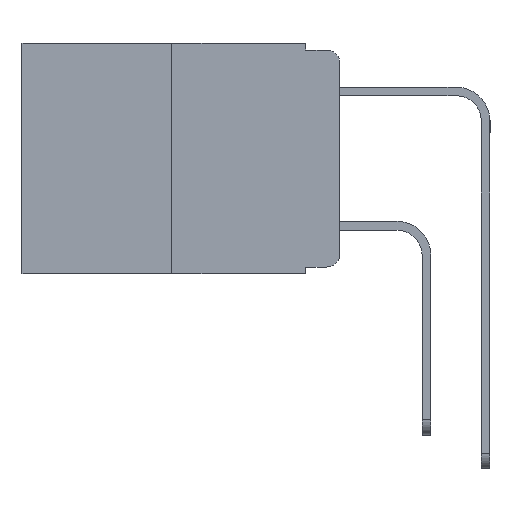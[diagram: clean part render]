
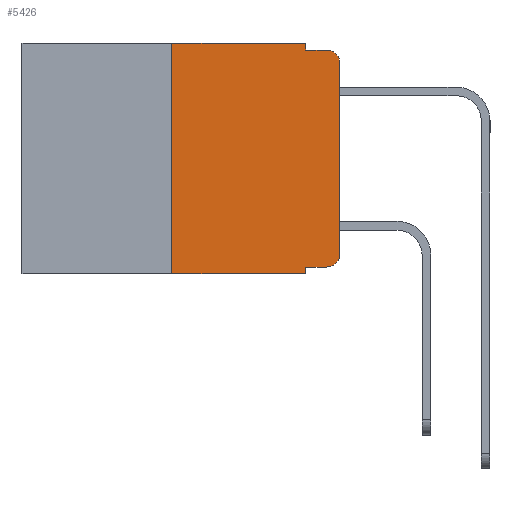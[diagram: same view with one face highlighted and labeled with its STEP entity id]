
A CAD part, left-side view. The second image highlights one B-rep face of the part: STEP entity #5426.
In plain terms, the highlighted planar face has unit normal (-1, 0, 0).
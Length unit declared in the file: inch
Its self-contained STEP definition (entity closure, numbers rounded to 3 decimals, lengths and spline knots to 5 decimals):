
#28 = DIRECTION ( 'NONE',  ( 1., 0., 0. ) ) ;
#90 = VERTEX_POINT ( 'NONE', #697 ) ;
#103 = ORIENTED_EDGE ( 'NONE', *, *, #7106, .T. ) ;
#112 = EDGE_CURVE ( 'NONE', #10422, #6017, #1384, .T. ) ;
#237 = CARTESIAN_POINT ( 'NONE',  ( 0., 0.473, 0. ) ) ;
#599 = CARTESIAN_POINT ( 'NONE',  ( 0., 0.25, 0. ) ) ;
#697 = CARTESIAN_POINT ( 'NONE',  ( 0., 0.051, -0.343 ) ) ;
#820 = CARTESIAN_POINT ( 'NONE',  ( 0., 0., 0. ) ) ;
#1114 = EDGE_CURVE ( 'NONE', #1443, #10422, #6950, .T. ) ;
#1300 = DIRECTION ( 'NONE',  ( 0., -1., 0. ) ) ;
#1384 = LINE ( 'NONE', #3130, #11290 ) ;
#1443 = VERTEX_POINT ( 'NONE', #599 ) ;
#1448 = CARTESIAN_POINT ( 'NONE',  ( 0., 0.051, 0. ) ) ;
#1460 = AXIS2_PLACEMENT_3D ( 'NONE', #237, #28, #2442 ) ;
#1467 = VECTOR ( 'NONE', #6917, 39.37008 ) ;
#1734 = LINE ( 'NONE', #3227, #11041 ) ;
#1876 = VERTEX_POINT ( 'NONE', #10546 ) ;
#1997 = VECTOR ( 'NONE', #7520, 39.37008 ) ;
#2110 = VERTEX_POINT ( 'NONE', #4320 ) ;
#2121 = EDGE_CURVE ( 'NONE', #8906, #1443, #7525, .T. ) ;
#2316 = VECTOR ( 'NONE', #3461, 39.37008 ) ;
#2431 = ORIENTED_EDGE ( 'NONE', *, *, #6364, .T. ) ;
#2442 = DIRECTION ( 'NONE',  ( 0., 0., -1. ) ) ;
#2464 = CARTESIAN_POINT ( 'NONE',  ( 0., 0.02, -0.313 ) ) ;
#2503 = VERTEX_POINT ( 'NONE', #6979 ) ;
#2559 = AXIS2_PLACEMENT_3D ( 'NONE', #2856, #9359, #3809 ) ;
#2856 = CARTESIAN_POINT ( 'NONE',  ( 0., 0.02, -0.03 ) ) ;
#3130 = CARTESIAN_POINT ( 'NONE',  ( 0., 0.051, 0. ) ) ;
#3144 = DIRECTION ( 'NONE',  ( 0., 0., -1. ) ) ;
#3227 = CARTESIAN_POINT ( 'NONE',  ( 0., 0.473, -0.343 ) ) ;
#3436 = DIRECTION ( 'NONE',  ( 0., 0., -1. ) ) ;
#3461 = DIRECTION ( 'NONE',  ( 0., -1., 0. ) ) ;
#3779 = ORIENTED_EDGE ( 'NONE', *, *, #7967, .T. ) ;
#3809 = DIRECTION ( 'NONE',  ( 0., 0., -1. ) ) ;
#4258 = CARTESIAN_POINT ( 'NONE',  ( 0., 0.051, -0.01 ) ) ;
#4320 = CARTESIAN_POINT ( 'NONE',  ( 0., 0.02, -0.01 ) ) ;
#4411 = CARTESIAN_POINT ( 'NONE',  ( 0., 0.25, 0. ) ) ;
#4638 = ORIENTED_EDGE ( 'NONE', *, *, #2121, .F. ) ;
#4646 = EDGE_CURVE ( 'NONE', #6555, #90, #6183, .T. ) ;
#4815 = LINE ( 'NONE', #6203, #2316 ) ;
#5249 = LINE ( 'NONE', #820, #7677 ) ;
#5374 = EDGE_LOOP ( 'NONE', ( #5944, #3779, #11124, #8984, #6788, #4638, #2431, #7366, #103, #10154 ) ) ;
#5426 = ADVANCED_FACE ( 'NONE', ( #9502 ), #10848, .F. ) ;
#5625 = AXIS2_PLACEMENT_3D ( 'NONE', #2464, #8973, #3436 ) ;
#5770 = LINE ( 'NONE', #4258, #10414 ) ;
#5944 = ORIENTED_EDGE ( 'NONE', *, *, #7337, .T. ) ;
#6017 = VERTEX_POINT ( 'NONE', #8117 ) ;
#6183 = LINE ( 'NONE', #10474, #1467 ) ;
#6203 = CARTESIAN_POINT ( 'NONE',  ( 0., 0.051, -0.333 ) ) ;
#6339 = CARTESIAN_POINT ( 'NONE',  ( 0., 0.051, -0.333 ) ) ;
#6364 = EDGE_CURVE ( 'NONE', #8906, #90, #1734, .T. ) ;
#6511 = DIRECTION ( 'NONE',  ( 0., 0., 1. ) ) ;
#6555 = VERTEX_POINT ( 'NONE', #6339 ) ;
#6575 = CARTESIAN_POINT ( 'NONE',  ( 0., 0.25, -0.343 ) ) ;
#6788 = ORIENTED_EDGE ( 'NONE', *, *, #1114, .F. ) ;
#6917 = DIRECTION ( 'NONE',  ( 0., 0., -1. ) ) ;
#6950 = LINE ( 'NONE', #11544, #1997 ) ;
#6979 = CARTESIAN_POINT ( 'NONE',  ( 0., 0.02, -0.333 ) ) ;
#7069 = CIRCLE ( 'NONE', #5625, 0.02 ) ;
#7106 = EDGE_CURVE ( 'NONE', #6555, #2503, #4815, .T. ) ;
#7337 = EDGE_CURVE ( 'NONE', #10548, #1876, #5249, .T. ) ;
#7366 = ORIENTED_EDGE ( 'NONE', *, *, #4646, .F. ) ;
#7520 = DIRECTION ( 'NONE',  ( 0., -1., 0. ) ) ;
#7525 = LINE ( 'NONE', #4411, #11846 ) ;
#7677 = VECTOR ( 'NONE', #6511, 39.37008 ) ;
#7967 = EDGE_CURVE ( 'NONE', #1876, #2110, #11404, .T. ) ;
#8117 = CARTESIAN_POINT ( 'NONE',  ( 0., 0.051, -0.01 ) ) ;
#8313 = DIRECTION ( 'NONE',  ( 0., 0., 1. ) ) ;
#8359 = EDGE_CURVE ( 'NONE', #2503, #10548, #7069, .T. ) ;
#8906 = VERTEX_POINT ( 'NONE', #6575 ) ;
#8973 = DIRECTION ( 'NONE',  ( -1., 0., 0. ) ) ;
#8984 = ORIENTED_EDGE ( 'NONE', *, *, #112, .F. ) ;
#9242 = EDGE_CURVE ( 'NONE', #6017, #2110, #5770, .T. ) ;
#9359 = DIRECTION ( 'NONE',  ( -1., 0., 0. ) ) ;
#9502 = FACE_OUTER_BOUND ( 'NONE', #5374, .T. ) ;
#10085 = CARTESIAN_POINT ( 'NONE',  ( 0., 0., -0.313 ) ) ;
#10154 = ORIENTED_EDGE ( 'NONE', *, *, #8359, .T. ) ;
#10414 = VECTOR ( 'NONE', #10705, 39.37008 ) ;
#10422 = VERTEX_POINT ( 'NONE', #1448 ) ;
#10474 = CARTESIAN_POINT ( 'NONE',  ( 0., 0.051, 0. ) ) ;
#10546 = CARTESIAN_POINT ( 'NONE',  ( 0., 0., -0.03 ) ) ;
#10548 = VERTEX_POINT ( 'NONE', #10085 ) ;
#10705 = DIRECTION ( 'NONE',  ( 0., -1., 0. ) ) ;
#10848 = PLANE ( 'NONE',  #1460 ) ;
#11041 = VECTOR ( 'NONE', #1300, 39.37008 ) ;
#11124 = ORIENTED_EDGE ( 'NONE', *, *, #9242, .F. ) ;
#11290 = VECTOR ( 'NONE', #3144, 39.37008 ) ;
#11404 = CIRCLE ( 'NONE', #2559, 0.02 ) ;
#11544 = CARTESIAN_POINT ( 'NONE',  ( 0., 0.473, 0. ) ) ;
#11846 = VECTOR ( 'NONE', #8313, 39.37008 ) ;
